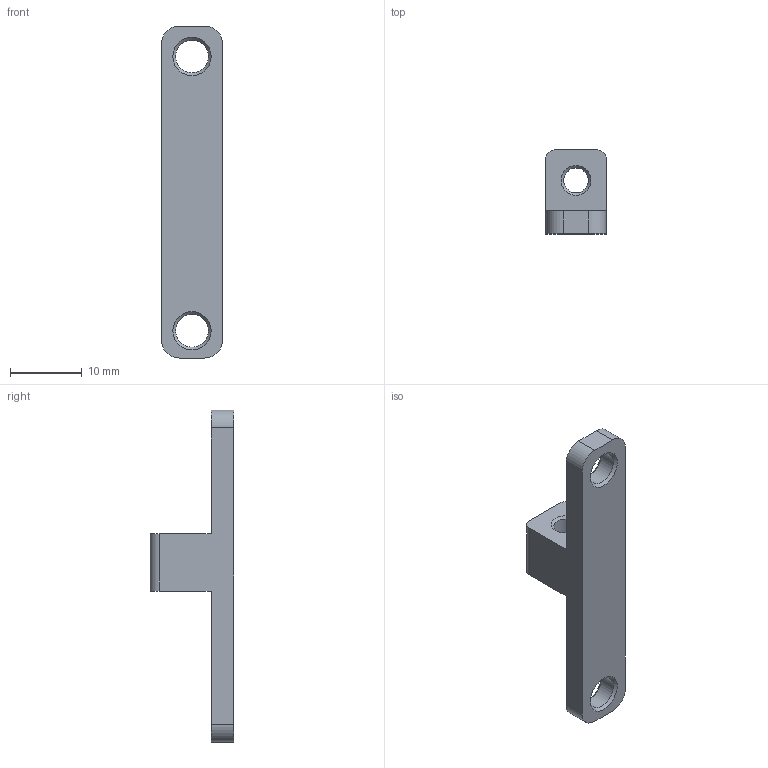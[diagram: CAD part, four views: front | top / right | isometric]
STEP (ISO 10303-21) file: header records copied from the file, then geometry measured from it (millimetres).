
FILE_DESCRIPTION(/* description */ (''),/* implementation_level */ '2;1');
FILE_NAME(/* name */ 'Mesh Clamp.stp',/* time_stamp */ '2025-12-05T11:00:38-05:00',/* author */ (''),/* organization */ (''),/* preprocessor_version */ 'ST-DEVELOPER v20',/* originating_system */ 'SIEMENS PLM Software NX2506.1700',/* authorisation */ '');
FILE_SCHEMA (('AUTOMOTIVE_DESIGN { 1 0 10303 214 3 1 1 1 }'));
Length unit declared in the file: millimetre
Products named in the file (1): Mesh Clamp
Bounding box: 8.5 x 11.68 x 46.3 mm (x, y, z)
Volume: 1620 mm3; surface area: 1458.7 mm2
Topology: 1 solids, 1 shells, 25 faces, 69 edges, 46 vertices
Faces by surface type: plane 10, cylinder 9, cone 6
Full cylindrical faces by diameter (mm): 3.454 x1, 4.572 x2
Entity records: 744 total; most frequent: DIRECTION 130, CARTESIAN_POINT 120, ORIENTED_EDGE 108, EDGE_CURVE 54, AXIS2_PLACEMENT_3D 50, EDGE_LOOP 40, VERTEX_POINT 40, LINE 30
